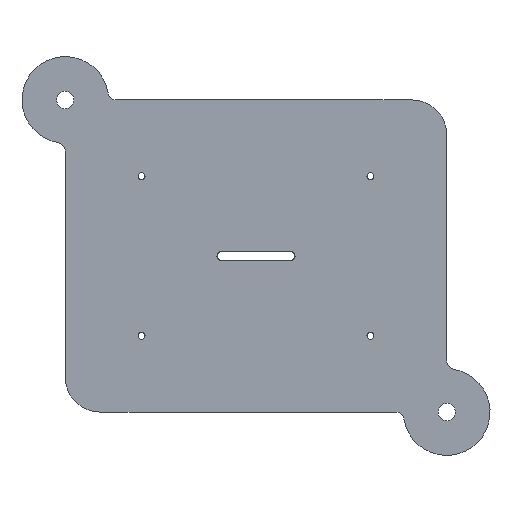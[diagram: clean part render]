
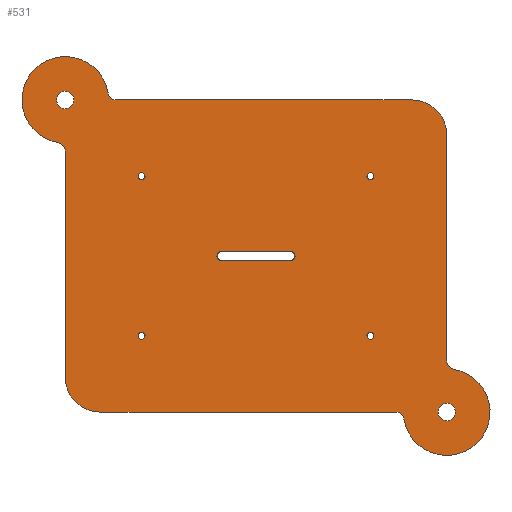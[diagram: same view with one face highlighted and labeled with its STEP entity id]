
A CAD part, front view. The second image highlights one B-rep face of the part: STEP entity #531.
In plain terms, the highlighted planar face has unit normal (0, -1, 0).
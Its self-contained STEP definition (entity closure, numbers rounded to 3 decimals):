
#52=FACE_BOUND('',#128,.T.);
#53=FACE_BOUND('',#129,.T.);
#54=FACE_BOUND('',#130,.T.);
#55=FACE_BOUND('',#131,.T.);
#56=FACE_BOUND('',#132,.T.);
#57=FACE_BOUND('',#133,.T.);
#58=FACE_BOUND('',#134,.T.);
#66=PLANE('',#589);
#90=FACE_OUTER_BOUND('',#127,.T.);
#127=EDGE_LOOP('',(#470,#471,#472,#473,#474,#475,#476,#477,#478,#479,#480,
#481));
#128=EDGE_LOOP('',(#482,#483,#484,#485));
#129=EDGE_LOOP('',(#486));
#130=EDGE_LOOP('',(#487));
#131=EDGE_LOOP('',(#488));
#132=EDGE_LOOP('',(#489));
#133=EDGE_LOOP('',(#490));
#134=EDGE_LOOP('',(#491));
#137=LINE('',#824,#176);
#141=LINE('',#835,#180);
#145=LINE('',#878,#184);
#151=LINE('',#902,#190);
#155=LINE('',#914,#194);
#161=LINE('',#937,#200);
#176=VECTOR('',#625,20.);
#180=VECTOR('',#637,20.);
#184=VECTOR('',#685,85.21);
#190=VECTOR('',#711,65.21);
#194=VECTOR('',#723,85.21);
#200=VECTOR('',#749,65.21);
#213=CIRCLE('',#535,1.25);
#215=CIRCLE('',#539,1.25);
#218=CIRCLE('',#544,2.5);
#220=CIRCLE('',#547,2.5);
#222=CIRCLE('',#550,1.);
#224=CIRCLE('',#553,1.);
#226=CIRCLE('',#556,1.);
#228=CIRCLE('',#559,1.);
#229=CIRCLE('',#561,10.);
#231=CIRCLE('',#565,2.5);
#233=CIRCLE('',#568,12.5);
#235=CIRCLE('',#571,2.5);
#237=CIRCLE('',#575,10.);
#239=CIRCLE('',#579,2.5);
#241=CIRCLE('',#582,12.5);
#243=CIRCLE('',#585,2.5);
#268=VERTEX_POINT('',#814);
#269=VERTEX_POINT('',#815);
#272=VERTEX_POINT('',#823);
#274=VERTEX_POINT('',#829);
#277=VERTEX_POINT('',#840);
#279=VERTEX_POINT('',#845);
#281=VERTEX_POINT('',#850);
#283=VERTEX_POINT('',#855);
#285=VERTEX_POINT('',#860);
#287=VERTEX_POINT('',#865);
#288=VERTEX_POINT('',#868);
#289=VERTEX_POINT('',#869);
#292=VERTEX_POINT('',#877);
#294=VERTEX_POINT('',#883);
#296=VERTEX_POINT('',#889);
#298=VERTEX_POINT('',#895);
#300=VERTEX_POINT('',#901);
#302=VERTEX_POINT('',#907);
#304=VERTEX_POINT('',#913);
#306=VERTEX_POINT('',#919);
#308=VERTEX_POINT('',#925);
#310=VERTEX_POINT('',#931);
#312=EDGE_CURVE('',#268,#269,#213,.T.);
#316=EDGE_CURVE('',#272,#268,#137,.T.);
#319=EDGE_CURVE('',#274,#272,#215,.T.);
#322=EDGE_CURVE('',#269,#274,#141,.T.);
#325=EDGE_CURVE('',#277,#277,#218,.T.);
#327=EDGE_CURVE('',#279,#279,#220,.T.);
#329=EDGE_CURVE('',#281,#281,#222,.T.);
#331=EDGE_CURVE('',#283,#283,#224,.T.);
#333=EDGE_CURVE('',#285,#285,#226,.T.);
#335=EDGE_CURVE('',#287,#287,#228,.T.);
#336=EDGE_CURVE('',#288,#289,#229,.T.);
#340=EDGE_CURVE('',#292,#288,#145,.T.);
#343=EDGE_CURVE('',#294,#292,#231,.T.);
#346=EDGE_CURVE('',#296,#294,#233,.T.);
#349=EDGE_CURVE('',#298,#296,#235,.T.);
#352=EDGE_CURVE('',#300,#298,#151,.T.);
#355=EDGE_CURVE('',#302,#300,#237,.T.);
#358=EDGE_CURVE('',#304,#302,#155,.T.);
#361=EDGE_CURVE('',#306,#304,#239,.T.);
#364=EDGE_CURVE('',#308,#306,#241,.T.);
#367=EDGE_CURVE('',#310,#308,#243,.T.);
#370=EDGE_CURVE('',#289,#310,#161,.T.);
#470=ORIENTED_EDGE('',*,*,#370,.F.);
#471=ORIENTED_EDGE('',*,*,#336,.F.);
#472=ORIENTED_EDGE('',*,*,#340,.F.);
#473=ORIENTED_EDGE('',*,*,#343,.F.);
#474=ORIENTED_EDGE('',*,*,#346,.F.);
#475=ORIENTED_EDGE('',*,*,#349,.F.);
#476=ORIENTED_EDGE('',*,*,#352,.F.);
#477=ORIENTED_EDGE('',*,*,#355,.F.);
#478=ORIENTED_EDGE('',*,*,#358,.F.);
#479=ORIENTED_EDGE('',*,*,#361,.F.);
#480=ORIENTED_EDGE('',*,*,#364,.F.);
#481=ORIENTED_EDGE('',*,*,#367,.F.);
#482=ORIENTED_EDGE('',*,*,#312,.T.);
#483=ORIENTED_EDGE('',*,*,#322,.T.);
#484=ORIENTED_EDGE('',*,*,#319,.T.);
#485=ORIENTED_EDGE('',*,*,#316,.T.);
#486=ORIENTED_EDGE('',*,*,#325,.T.);
#487=ORIENTED_EDGE('',*,*,#327,.T.);
#488=ORIENTED_EDGE('',*,*,#329,.T.);
#489=ORIENTED_EDGE('',*,*,#331,.T.);
#490=ORIENTED_EDGE('',*,*,#333,.T.);
#491=ORIENTED_EDGE('',*,*,#335,.T.);
#531=ADVANCED_FACE('',(#90,#52,#53,#54,#55,#56,#57,#58),#66,.F.);
#535=AXIS2_PLACEMENT_3D('',#816,#617,#618);
#539=AXIS2_PLACEMENT_3D('',#830,#630,#631);
#544=AXIS2_PLACEMENT_3D('',#841,#643,#644);
#547=AXIS2_PLACEMENT_3D('',#846,#649,#650);
#550=AXIS2_PLACEMENT_3D('',#851,#655,#656);
#553=AXIS2_PLACEMENT_3D('',#856,#661,#662);
#556=AXIS2_PLACEMENT_3D('',#861,#667,#668);
#559=AXIS2_PLACEMENT_3D('',#866,#673,#674);
#561=AXIS2_PLACEMENT_3D('',#870,#677,#678);
#565=AXIS2_PLACEMENT_3D('',#884,#690,#691);
#568=AXIS2_PLACEMENT_3D('',#890,#697,#698);
#571=AXIS2_PLACEMENT_3D('',#896,#704,#705);
#575=AXIS2_PLACEMENT_3D('',#908,#716,#717);
#579=AXIS2_PLACEMENT_3D('',#920,#728,#729);
#582=AXIS2_PLACEMENT_3D('',#926,#735,#736);
#585=AXIS2_PLACEMENT_3D('',#932,#742,#743);
#589=AXIS2_PLACEMENT_3D('',#940,#753,#754);
#617=DIRECTION('center_axis',(0.,1.,0.));
#618=DIRECTION('ref_axis',(0.,0.,-1.));
#625=DIRECTION('',(-1.,0.,0.));
#630=DIRECTION('center_axis',(0.,1.,0.));
#631=DIRECTION('ref_axis',(0.,0.,1.));
#637=DIRECTION('',(1.,0.,0.));
#643=DIRECTION('center_axis',(0.,1.,0.));
#644=DIRECTION('ref_axis',(1.,0.,0.));
#649=DIRECTION('center_axis',(0.,1.,0.));
#650=DIRECTION('ref_axis',(1.,0.,0.));
#655=DIRECTION('center_axis',(0.,1.,0.));
#656=DIRECTION('ref_axis',(1.,0.,0.));
#661=DIRECTION('center_axis',(0.,1.,0.));
#662=DIRECTION('ref_axis',(1.,0.,0.));
#667=DIRECTION('center_axis',(0.,1.,0.));
#668=DIRECTION('ref_axis',(1.,0.,0.));
#673=DIRECTION('center_axis',(0.,1.,0.));
#674=DIRECTION('ref_axis',(1.,0.,0.));
#677=DIRECTION('center_axis',(0.,1.,0.));
#678=DIRECTION('ref_axis',(0.,0.,-1.));
#685=DIRECTION('',(-1.,0.,0.));
#690=DIRECTION('center_axis',(0.,-1.,0.));
#691=DIRECTION('ref_axis',(0.,0.,-1.));
#697=DIRECTION('center_axis',(0.,1.,0.));
#698=DIRECTION('ref_axis',(0.167,0.,0.986));
#704=DIRECTION('center_axis',(0.,-1.,0.));
#705=DIRECTION('ref_axis',(0.167,0.,0.986));
#711=DIRECTION('',(0.,0.,-1.));
#716=DIRECTION('center_axis',(0.,1.,0.));
#717=DIRECTION('ref_axis',(0.,0.,1.));
#723=DIRECTION('',(1.,0.,0.));
#728=DIRECTION('center_axis',(0.,-1.,0.));
#729=DIRECTION('ref_axis',(0.,0.,1.));
#735=DIRECTION('center_axis',(0.,1.,0.));
#736=DIRECTION('ref_axis',(-0.167,0.,-0.986));
#742=DIRECTION('center_axis',(0.,-1.,0.));
#743=DIRECTION('ref_axis',(-0.167,0.,-0.986));
#749=DIRECTION('',(0.,0.,1.));
#753=DIRECTION('center_axis',(0.,1.,0.));
#754=DIRECTION('ref_axis',(0.,0.,1.));
#814=CARTESIAN_POINT('',(-45.,0.,-26.25));
#815=CARTESIAN_POINT('',(-45.,0.,-23.75));
#816=CARTESIAN_POINT('Origin',(-45.,0.,-25.));
#823=CARTESIAN_POINT('',(-25.,0.,-26.25));
#824=CARTESIAN_POINT('',(-30.,0.,-26.25));
#829=CARTESIAN_POINT('',(-25.,0.,-23.75));
#830=CARTESIAN_POINT('Origin',(-25.,0.,-25.));
#835=CARTESIAN_POINT('',(-40.,0.,-23.75));
#840=CARTESIAN_POINT('',(-92.5,0.,20.));
#841=CARTESIAN_POINT('Origin',(-90.,0.,20.));
#845=CARTESIAN_POINT('',(17.5,0.,-70.));
#846=CARTESIAN_POINT('Origin',(20.,0.,-70.));
#850=CARTESIAN_POINT('',(-3.,0.,-2.));
#851=CARTESIAN_POINT('Origin',(-2.,0.,-2.));
#855=CARTESIAN_POINT('',(-3.,0.,-48.));
#856=CARTESIAN_POINT('Origin',(-2.,0.,-48.));
#860=CARTESIAN_POINT('',(-69.,0.,-2.));
#861=CARTESIAN_POINT('Origin',(-68.,0.,-2.));
#865=CARTESIAN_POINT('',(-69.,0.,-48.));
#866=CARTESIAN_POINT('Origin',(-68.,0.,-48.));
#868=CARTESIAN_POINT('',(-80.,0.,-70.));
#869=CARTESIAN_POINT('',(-90.,0.,-60.));
#870=CARTESIAN_POINT('Origin',(-80.,0.,-60.));
#877=CARTESIAN_POINT('',(5.21,0.,-70.));
#878=CARTESIAN_POINT('',(5.21,0.,-70.));
#883=CARTESIAN_POINT('',(7.675,0.,-72.083));
#884=CARTESIAN_POINT('Origin',(5.21,0.,-72.5));
#889=CARTESIAN_POINT('',(22.083,0.,-57.675));
#890=CARTESIAN_POINT('Origin',(20.,0.,-70.));
#895=CARTESIAN_POINT('',(20.,0.,-55.21));
#896=CARTESIAN_POINT('Origin',(22.5,0.,-55.21));
#901=CARTESIAN_POINT('',(20.,0.,10.));
#902=CARTESIAN_POINT('',(20.,0.,10.));
#907=CARTESIAN_POINT('',(10.,0.,20.));
#908=CARTESIAN_POINT('Origin',(10.,0.,10.));
#913=CARTESIAN_POINT('',(-75.21,0.,20.));
#914=CARTESIAN_POINT('',(-75.21,0.,20.));
#919=CARTESIAN_POINT('',(-77.675,0.,22.083));
#920=CARTESIAN_POINT('Origin',(-75.21,0.,22.5));
#925=CARTESIAN_POINT('',(-92.083,0.,7.675));
#926=CARTESIAN_POINT('Origin',(-90.,0.,20.));
#931=CARTESIAN_POINT('',(-90.,0.,5.21));
#932=CARTESIAN_POINT('Origin',(-92.5,0.,5.21));
#937=CARTESIAN_POINT('',(-90.,0.,-55.21));
#940=CARTESIAN_POINT('Origin',(-35.,0.,-25.));
